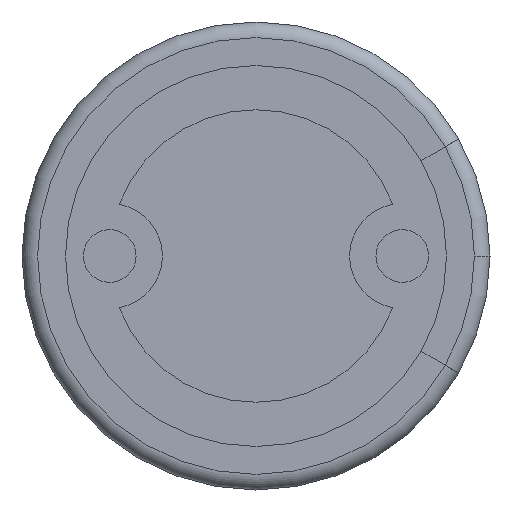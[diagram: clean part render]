
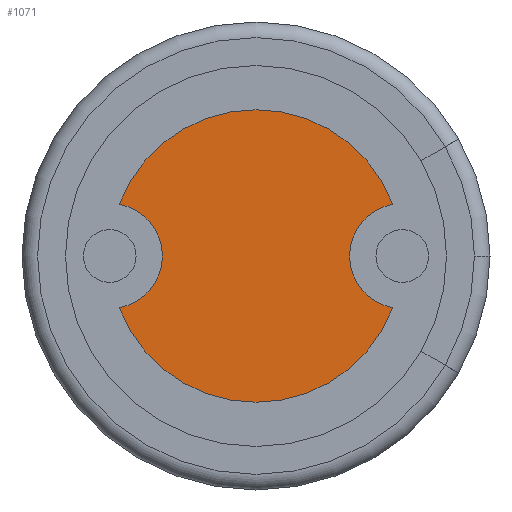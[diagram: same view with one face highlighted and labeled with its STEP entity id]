
A CAD part, front view. The second image highlights one B-rep face of the part: STEP entity #1071.
In plain terms, the highlighted planar face has unit normal (0, -1, 0).
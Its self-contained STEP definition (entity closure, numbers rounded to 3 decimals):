
#7 = AXIS2_PLACEMENT_3D ( 'NONE', #601, #1696, #474 ) ;
#22 = ORIENTED_EDGE ( 'NONE', *, *, #1940, .F. ) ;
#104 = CIRCLE ( 'NONE', #1743, 1.25 ) ;
#124 = DIRECTION ( 'NONE',  ( 0., 0., 1. ) ) ;
#142 = VERTEX_POINT ( 'NONE', #1585 ) ;
#158 = CIRCLE ( 'NONE', #1216, 0.45 ) ;
#308 = DIRECTION ( 'NONE',  ( 0., 1., 0. ) ) ;
#322 = EDGE_CURVE ( 'NONE', #1753, #433, #1820, .T. ) ;
#323 = CARTESIAN_POINT ( 'NONE',  ( -1.25, 0., 0. ) ) ;
#370 = VERTEX_POINT ( 'NONE', #2261 ) ;
#409 = DIRECTION ( 'NONE',  ( 0., 0., 1. ) ) ;
#433 = VERTEX_POINT ( 'NONE', #843 ) ;
#474 = DIRECTION ( 'NONE',  ( 0., 0., 1. ) ) ;
#518 = DIRECTION ( 'NONE',  ( 0., -1., 0. ) ) ;
#534 = DIRECTION ( 'NONE',  ( 0., 0., 1. ) ) ;
#601 = CARTESIAN_POINT ( 'NONE',  ( 0., 0., 0. ) ) ;
#665 = CARTESIAN_POINT ( 'NONE',  ( 0., 0., 0. ) ) ;
#682 = EDGE_CURVE ( 'NONE', #142, #1493, #104, .T. ) ;
#722 = CARTESIAN_POINT ( 'NONE',  ( 1.169, 0., -0.443 ) ) ;
#732 = EDGE_CURVE ( 'NONE', #433, #142, #158, .T. ) ;
#754 = FACE_OUTER_BOUND ( 'NONE', #1756, .T. ) ;
#769 = AXIS2_PLACEMENT_3D ( 'NONE', #1370, #308, #1224 ) ;
#770 = DIRECTION ( 'NONE',  ( 0., 1., 0. ) ) ;
#843 = CARTESIAN_POINT ( 'NONE',  ( -1.169, 0., -0.443 ) ) ;
#893 = DIRECTION ( 'NONE',  ( 0., 1., 0. ) ) ;
#1071 = ADVANCED_FACE ( 'NONE', ( #754 ), #2033, .F. ) ;
#1072 = DIRECTION ( 'NONE',  ( 0., 0., 1. ) ) ;
#1118 = CARTESIAN_POINT ( 'NONE',  ( 0., 0., 1.25 ) ) ;
#1216 = AXIS2_PLACEMENT_3D ( 'NONE', #323, #518, #534 ) ;
#1224 = DIRECTION ( 'NONE',  ( 0., 0., 1. ) ) ;
#1241 = EDGE_CURVE ( 'NONE', #1753, #370, #1885, .T. ) ;
#1282 = CARTESIAN_POINT ( 'NONE',  ( 0., 0., 0. ) ) ;
#1330 = CIRCLE ( 'NONE', #1500, 1.25 ) ;
#1370 = CARTESIAN_POINT ( 'NONE',  ( 1.25, 0., 0. ) ) ;
#1493 = VERTEX_POINT ( 'NONE', #1118 ) ;
#1500 = AXIS2_PLACEMENT_3D ( 'NONE', #1282, #893, #1072 ) ;
#1545 = DIRECTION ( 'NONE',  ( 0., 1., 0. ) ) ;
#1585 = CARTESIAN_POINT ( 'NONE',  ( -1.169, 0., 0.443 ) ) ;
#1649 = ORIENTED_EDGE ( 'NONE', *, *, #682, .F. ) ;
#1667 = CARTESIAN_POINT ( 'NONE',  ( 0., 0., 0. ) ) ;
#1696 = DIRECTION ( 'NONE',  ( 0., 1., 0. ) ) ;
#1743 = AXIS2_PLACEMENT_3D ( 'NONE', #665, #1545, #124 ) ;
#1753 = VERTEX_POINT ( 'NONE', #722 ) ;
#1756 = EDGE_LOOP ( 'NONE', ( #1950, #1929, #22, #1649, #1799 ) ) ;
#1799 = ORIENTED_EDGE ( 'NONE', *, *, #732, .F. ) ;
#1820 = CIRCLE ( 'NONE', #7, 1.25 ) ;
#1878 = AXIS2_PLACEMENT_3D ( 'NONE', #1667, #770, #409 ) ;
#1885 = CIRCLE ( 'NONE', #769, 0.45 ) ;
#1929 = ORIENTED_EDGE ( 'NONE', *, *, #1241, .T. ) ;
#1940 = EDGE_CURVE ( 'NONE', #1493, #370, #1330, .T. ) ;
#1950 = ORIENTED_EDGE ( 'NONE', *, *, #322, .F. ) ;
#2033 = PLANE ( 'NONE',  #1878 ) ;
#2261 = CARTESIAN_POINT ( 'NONE',  ( 1.169, 0., 0.443 ) ) ;
